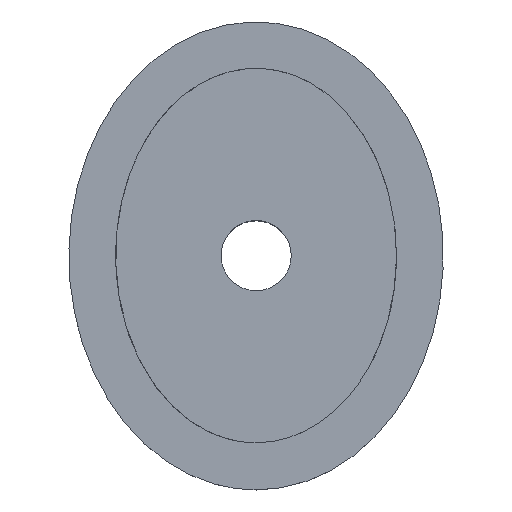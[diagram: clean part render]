
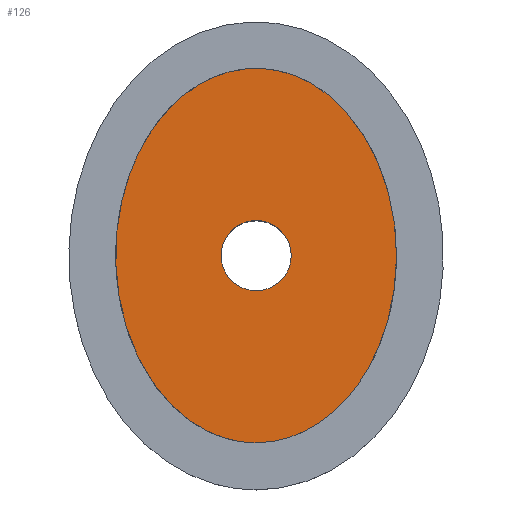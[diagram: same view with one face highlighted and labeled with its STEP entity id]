
A CAD part, top view. The second image highlights one B-rep face of the part: STEP entity #126.
In plain terms, the highlighted planar face has unit normal (0, 0, 1).
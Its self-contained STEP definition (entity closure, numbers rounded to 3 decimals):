
#23=FACE_BOUND('',#52,.T.);
#26=PLANE('',#153);
#35=ELLIPSE('',#152,40.,30.);
#43=FACE_OUTER_BOUND('',#51,.T.);
#51=EDGE_LOOP('',(#108));
#52=EDGE_LOOP('',(#109));
#69=CIRCLE('',#147,7.5);
#71=VERTEX_POINT('',#203);
#76=VERTEX_POINT('',#305);
#80=EDGE_CURVE('',#71,#71,#69,.T.);
#87=EDGE_CURVE('',#76,#76,#35,.T.);
#108=ORIENTED_EDGE('',*,*,#87,.T.);
#109=ORIENTED_EDGE('',*,*,#80,.T.);
#126=ADVANCED_FACE('',(#43,#23),#26,.T.);
#147=AXIS2_PLACEMENT_3D('',#204,#167,#168);
#152=AXIS2_PLACEMENT_3D('',#306,#179,#180);
#153=AXIS2_PLACEMENT_3D('',#308,#182,#183);
#167=DIRECTION('center_axis',(0.,0.,-1.));
#168=DIRECTION('ref_axis',(-1.,0.,0.));
#179=DIRECTION('center_axis',(0.,0.,1.));
#180=DIRECTION('ref_axis',(0.,1.,0.));
#182=DIRECTION('center_axis',(0.,0.,1.));
#183=DIRECTION('ref_axis',(1.,0.,0.));
#203=CARTESIAN_POINT('',(7.5,0.,50.5));
#204=CARTESIAN_POINT('Origin',(0.,0.,50.5));
#305=CARTESIAN_POINT('',(0.,-40.,50.5));
#306=CARTESIAN_POINT('Origin',(0.,0.,50.5));
#308=CARTESIAN_POINT('Origin',(0.,0.,50.5));
